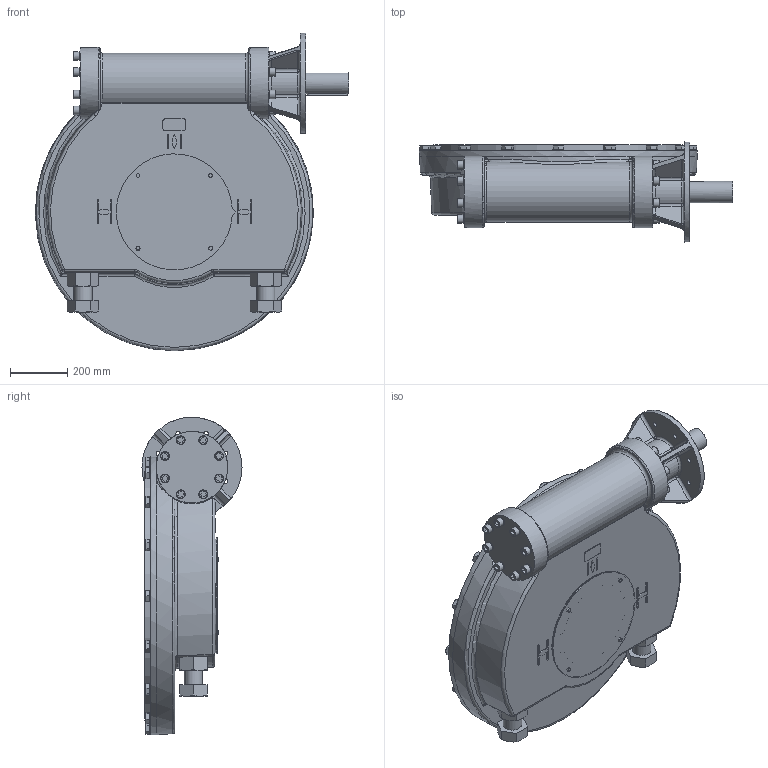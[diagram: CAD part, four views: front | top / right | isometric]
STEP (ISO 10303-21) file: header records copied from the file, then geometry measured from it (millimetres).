
FILE_DESCRIPTION(/* description */ ('Unknown'),/* implementation_level */ '2;1');
FILE_NAME(/* name */ 'PUB-IW13-N-2_SOLID_0-0',/* time_stamp */ '2019-11-12T20:31:49+00:00',/* author */ ('Unknown'),/* organization */ ('Unknown'),/* preprocessor_version */ 'ST-DEVELOPER v16.7',/* originating_system */ 'DEX',/* authorisation */ $);
FILE_SCHEMA (('AUTOMOTIVE_DESIGN {1 0 10303 214 3 1 1}'));
Length unit declared in the file: millimetre
Products named in the file (1): PUB-IW13-N-2_SOLID_0-0
Bounding box: 1095.5 x 349.99 x 1110.99 mm (x, y, z)
Volume: 150368713.5 mm3; surface area: 3271750.4 mm2
Topology: 1 solids, 1 shells, 1048 faces, 2444 edges, 1466 vertices
Faces by surface type: plane 601, cone 198, cylinder 142, bspline 68, torus 25, sphere 14
Full cylindrical faces by diameter (mm): 10 x1, 13.835 x4, 16.25 x8, 17.5 x2, 27.823 x12, 30 x16, 30.7 x16, 39 x16, 64 x2, 75 x1, 75.4 x1, 110 x2, 200.1 x1, 250 x2, 350 x1, 400 x2, 871 x1, 972 x1
Entity records: 32137 total; most frequent: CARTESIAN_POINT 10181, ORIENTED_EDGE 4420, DIRECTION 4373, EDGE_CURVE 2210, AXIS2_PLACEMENT_3D 1690, VERTEX_POINT 1402, FACE_BOUND 1302, EDGE_LOOP 1285
